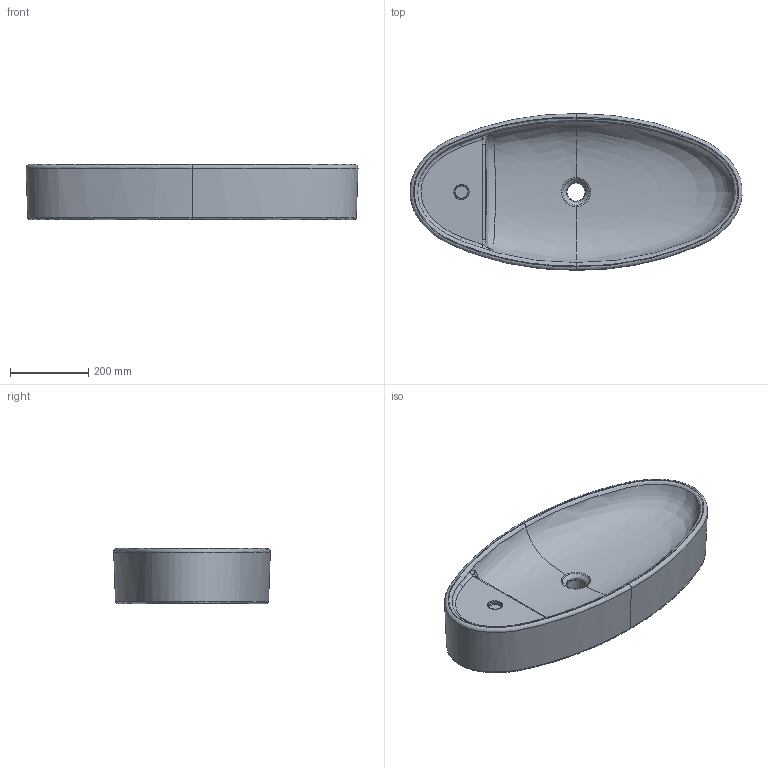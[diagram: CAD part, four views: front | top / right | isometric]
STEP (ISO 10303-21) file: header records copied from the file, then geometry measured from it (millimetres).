
FILE_DESCRIPTION(/* description */ (''),/* implementation_level */ '2;1');
FILE_NAME(/* name */ '1014 Cortina canak batarya bankli.stp',/* time_stamp */ '2016-07-13T11:01:18+03:00',/* author */ (''),/* organization */ (''),/* preprocessor_version */ 'ST-DEVELOPER v16',/* originating_system */ 'SIEMENS PLM Software NX 10.0',/* authorisation */ '');
FILE_SCHEMA (('AP203_CONFIGURATION_CONTROLLED_3D_DESIGN_OF_MECHANICAL_PARTS_AND_ASSEMBLIES_MIM_LF { 1 0 10303 403 2 1 2}'));
Length unit declared in the file: millimetre
Products named in the file (1): Cosk22944ED88ocj
Bounding box: 847.75 x 399.83 x 140.8 mm (x, y, z)
Volume: 23728188.8 mm3; surface area: 868629.1 mm2
Topology: 1 solids, 1 shells, 34 faces, 76 edges, 43 vertices
Faces by surface type: bspline 30, plane 2, cylinder 1, torus 1
Full cylindrical faces by diameter (mm): 35 x1
Entity records: 9746 total; most frequent: CARTESIAN_POINT 9165, ORIENTED_EDGE 134, EDGE_CURVE 67, B_SPLINE_CURVE_WITH_KNOTS 59, EDGE_LOOP 42, VERTEX_POINT 41, ADVANCED_FACE 34, DIRECTION 28
